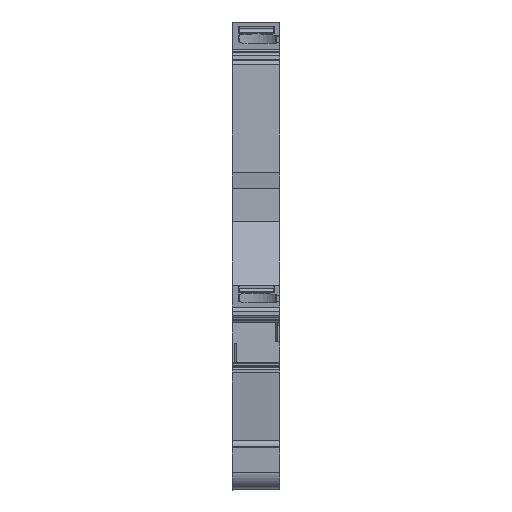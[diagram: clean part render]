
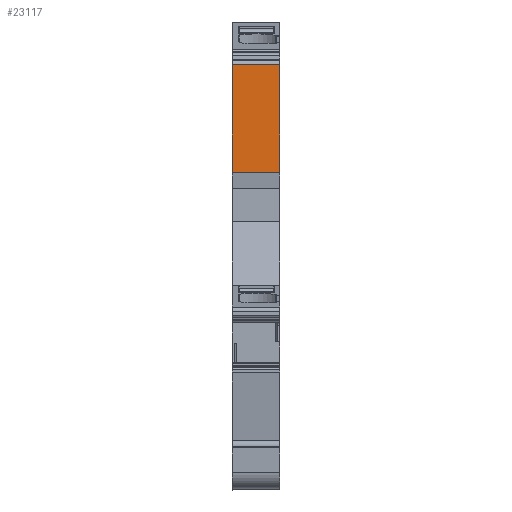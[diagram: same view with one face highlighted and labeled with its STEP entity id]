
A CAD part, front view. The second image highlights one B-rep face of the part: STEP entity #23117.
In plain terms, the highlighted planar face has unit normal (0, -1, 0).
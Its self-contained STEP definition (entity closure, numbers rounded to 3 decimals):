
#23095=AXIS2_PLACEMENT_3D('Plane Axis2P3D',#23092,#23093,#23094) ;
#1208=CARTESIAN_POINT('Vertex',(5.1,11.876,45.618)) ;
#1211=CARTESIAN_POINT('Line Origine',(5.1,11.876,39.862)) ;
#1215=CARTESIAN_POINT('Vertex',(5.1,11.876,34.105)) ;
#13122=CARTESIAN_POINT('Line Origine',(2.55,11.876,45.618)) ;
#13126=CARTESIAN_POINT('Vertex',(0.05,11.876,45.618)) ;
#13161=CARTESIAN_POINT('Line Origine',(2.55,11.876,34.105)) ;
#13165=CARTESIAN_POINT('Vertex',(0.05,11.876,34.105)) ;
#23069=CARTESIAN_POINT('Line Origine',(0.05,11.876,34.105)) ;
#23073=CARTESIAN_POINT('Vertex',(0.,11.876,34.105)) ;
#23092=CARTESIAN_POINT('Axis2P3D Location',(0.,11.876,34.105)) ;
#23097=CARTESIAN_POINT('Line Origine',(0.025,11.876,45.618)) ;
#23101=CARTESIAN_POINT('Vertex',(0.,11.876,45.618)) ;
#23104=CARTESIAN_POINT('Line Origine',(0.,11.876,39.862)) ;
#1212=DIRECTION('Vector Direction',(0.,0.,1.)) ;
#13123=DIRECTION('Vector Direction',(1.,0.,0.)) ;
#13162=DIRECTION('Vector Direction',(1.,0.,0.)) ;
#23070=DIRECTION('Vector Direction',(-1.,0.,0.)) ;
#23093=DIRECTION('Axis2P3D Direction',(0.,1.,0.)) ;
#23094=DIRECTION('Axis2P3D XDirection',(0.,0.,1.)) ;
#23098=DIRECTION('Vector Direction',(-1.,0.,0.)) ;
#23105=DIRECTION('Vector Direction',(0.,0.,-1.)) ;
#1213=VECTOR('Line Direction',#1212,1.) ;
#13124=VECTOR('Line Direction',#13123,1.) ;
#13163=VECTOR('Line Direction',#13162,1.) ;
#23071=VECTOR('Line Direction',#23070,1.) ;
#23099=VECTOR('Line Direction',#23098,1.) ;
#23106=VECTOR('Line Direction',#23105,1.) ;
#23110=ORIENTED_EDGE('',*,*,#23075,.F.) ;
#23111=ORIENTED_EDGE('',*,*,#13167,.T.) ;
#23112=ORIENTED_EDGE('',*,*,#1217,.T.) ;
#23113=ORIENTED_EDGE('',*,*,#13128,.F.) ;
#23114=ORIENTED_EDGE('',*,*,#23103,.T.) ;
#23115=ORIENTED_EDGE('',*,*,#23108,.F.) ;
#23117=ADVANCED_FACE('MLD_AITB_2-5_BB_X-L-PE_PLM001785.1\\MLD_AITB_2-5_BB_X-L-PE_PLM001785',(#23116),#23096,.F.) ;
#1217=EDGE_CURVE('',#1216,#1209,#1214,.T.) ;
#13128=EDGE_CURVE('',#13127,#1209,#13125,.T.) ;
#13167=EDGE_CURVE('',#13166,#1216,#13164,.T.) ;
#23075=EDGE_CURVE('',#13166,#23074,#23072,.T.) ;
#23103=EDGE_CURVE('',#13127,#23102,#23100,.T.) ;
#23108=EDGE_CURVE('',#23074,#23102,#23107,.F.) ;
#23109=EDGE_LOOP('',(#23110,#23111,#23112,#23113,#23114,#23115)) ;
#23116=FACE_OUTER_BOUND('',#23109,.T.) ;
#1214=LINE('Line',#1211,#1213) ;
#13125=LINE('Line',#13122,#13124) ;
#13164=LINE('Line',#13161,#13163) ;
#23072=LINE('Line',#23069,#23071) ;
#23100=LINE('Line',#23097,#23099) ;
#23107=LINE('Line',#23104,#23106) ;
#23096=PLANE('',#23095) ;
#1209=VERTEX_POINT('',#1208) ;
#1216=VERTEX_POINT('',#1215) ;
#13127=VERTEX_POINT('',#13126) ;
#13166=VERTEX_POINT('',#13165) ;
#23074=VERTEX_POINT('',#23073) ;
#23102=VERTEX_POINT('',#23101) ;
